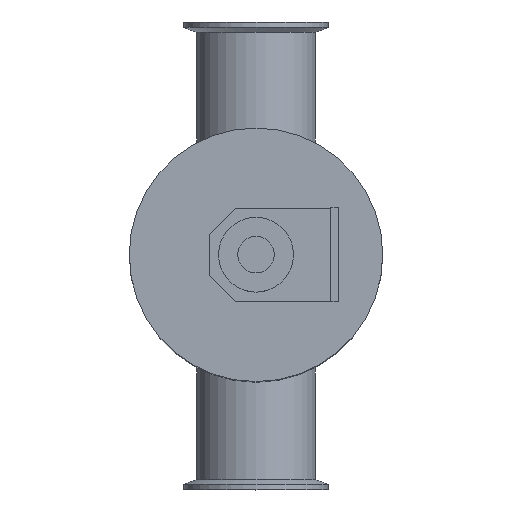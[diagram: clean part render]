
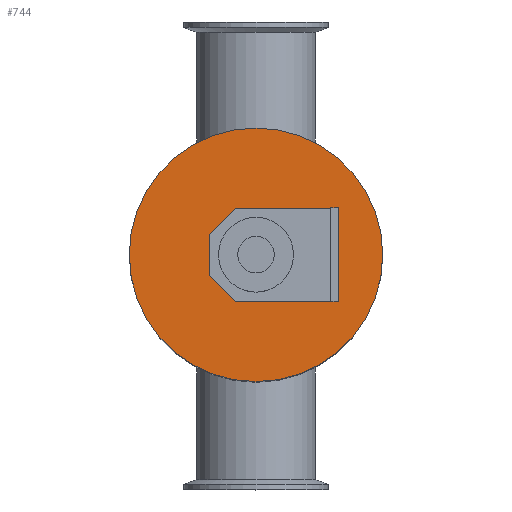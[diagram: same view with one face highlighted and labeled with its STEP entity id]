
A CAD part, top view. The second image highlights one B-rep face of the part: STEP entity #744.
In plain terms, the highlighted planar face has unit normal (0, 0, 1).
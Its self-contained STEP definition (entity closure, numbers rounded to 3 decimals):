
#183=FACE_OUTER_BOUND('',#244,.T.);
#244=EDGE_LOOP('',(#529));
#313=CIRCLE('',#875,67.75);
#360=VERTEX_POINT('',#1264);
#424=EDGE_CURVE('',#360,#360,#313,.T.);
#529=ORIENTED_EDGE('',*,*,#424,.F.);
#714=PLANE('',#874);
#744=ADVANCED_FACE('',(#183),#714,.T.);
#874=AXIS2_PLACEMENT_3D('',#1263,#1005,#1006);
#875=AXIS2_PLACEMENT_3D('',#1265,#1007,#1008);
#1005=DIRECTION('center_axis',(0.,0.,1.));
#1006=DIRECTION('ref_axis',(1.,0.,0.));
#1007=DIRECTION('center_axis',(0.,0.,-1.));
#1008=DIRECTION('ref_axis',(-1.,0.,0.));
#1263=CARTESIAN_POINT('Origin',(-33.875,0.,351.25));
#1264=CARTESIAN_POINT('',(67.75,0.,351.25));
#1265=CARTESIAN_POINT('Origin',(0.,0.,351.25));
